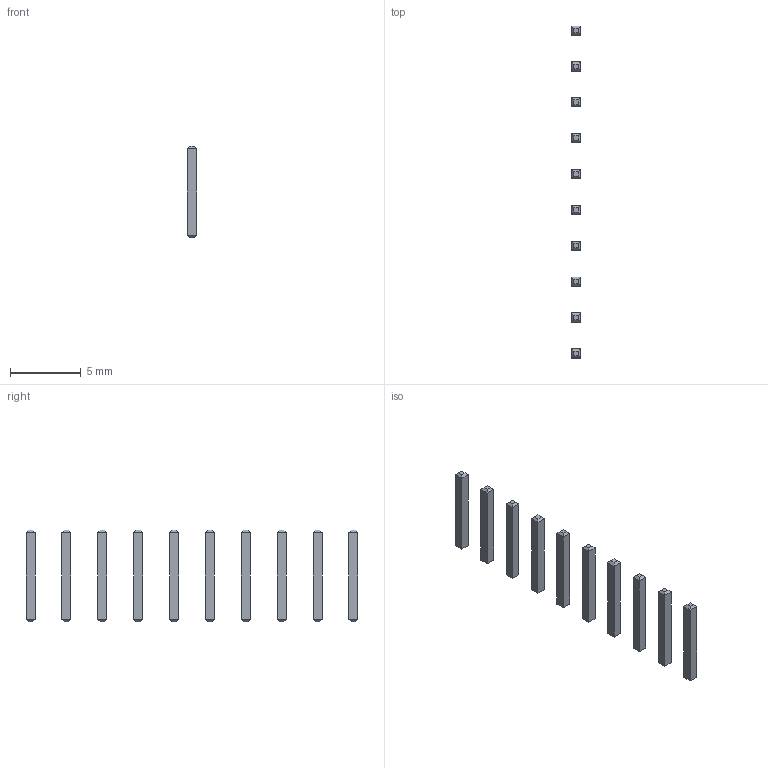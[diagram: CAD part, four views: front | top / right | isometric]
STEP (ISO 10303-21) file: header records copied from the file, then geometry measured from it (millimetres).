
FILE_DESCRIPTION(/* description */ ('model of PinHeader_Short_1x10_P2.54mm_Vertical'),/* implementation_level */ '2;1');
FILE_NAME(/* name */ 'PinHeader_Short_1x10_P2.54mm_Vertical.step',/* time_stamp */ '2019-12-06T00:44:39',/* author */ ('kicad StepUp','ksu'),/* organization */ ('FreeCAD'),/* preprocessor_version */ 'OCC',/* originating_system */ 'kicad StepUp',/* authorisation */ '');
FILE_SCHEMA(('AUTOMOTIVE_DESIGN { 1 0 10303 214 1 1 1 1 }'));
Length unit declared in the file: millimetre
Products named in the file (1): PinHeader_Short_1x10_P254mm_Vertical
Bounding box: 0.64 x 23.5 x 6.46 mm (x, y, z)
Volume: 25.9 mm3; surface area: 167.9 mm2
Topology: 10 solids, 10 shells, 140 faces, 280 edges, 160 vertices
Faces by surface type: plane 140
Entity records: 7168 total; most frequent: CARTESIAN_POINT 1141, DIRECTION 1122, LINE 840, VECTOR 840, ORIENTED_EDGE 560, PCURVE 560, DEFINITIONAL_REPRESENTATION 560, EDGE_CURVE 280
